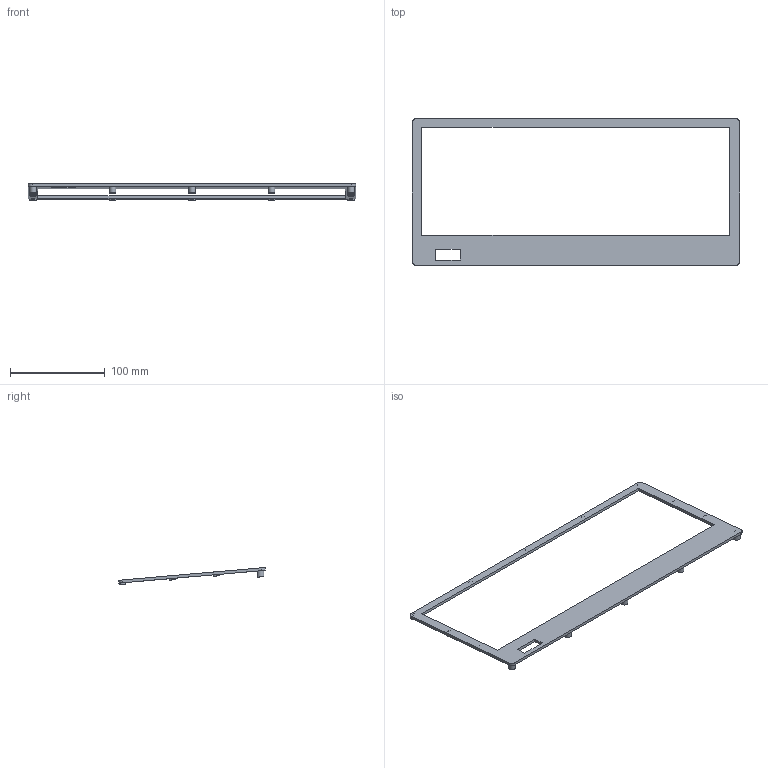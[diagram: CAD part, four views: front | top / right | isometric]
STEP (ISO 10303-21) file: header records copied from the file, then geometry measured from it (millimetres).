
FILE_DESCRIPTION(/* description */ ('','CAx-IF Rec.Pracs.---Representation and Presentation of Product Manufacturing Information (PMI)---4.0---2014-10-13'),/* implementation_level */ '2;1');
FILE_NAME(/* name */ 'Top.step',/* time_stamp */ '2025-07-30T15:35:26+05:30',/* author */ (''),/* organization */ (''),/* preprocessor_version */ 'ST-DEVELOPER v20',/* originating_system */ 'Autodesk Translation Framework v13.20.0.188',/* authorisation */ '');
FILE_SCHEMA (('AP242_MANAGED_MODEL_BASED_3D_ENGINEERING_MIM_LF { 1 0 10303 442 1 1 4 }'));
Length unit declared in the file: millimetre
Products named in the file (1): Top
Bounding box: 345 x 154.43 x 17.98 mm (x, y, z)
Volume: 49301 mm3; surface area: 40078.2 mm2
Topology: 1 solids, 1 shells, 80 faces, 141 edges, 94 vertices
Faces by surface type: plane 45, cylinder 35
Full cylindrical faces by diameter (mm): 3 x3, 4 x14, 7 x14
Entity records: 2003 total; most frequent: DIRECTION 373, CARTESIAN_POINT 316, ORIENTED_EDGE 282, AXIS2_PLACEMENT_3D 151, EDGE_CURVE 141, EDGE_LOOP 115, VERTEX_POINT 94, FACE_OUTER_BOUND 80
